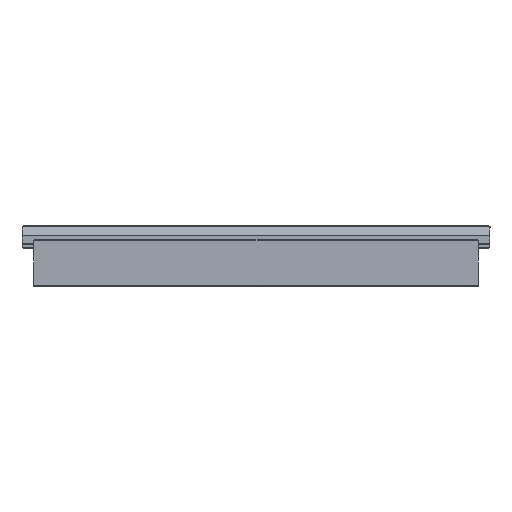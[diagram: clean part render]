
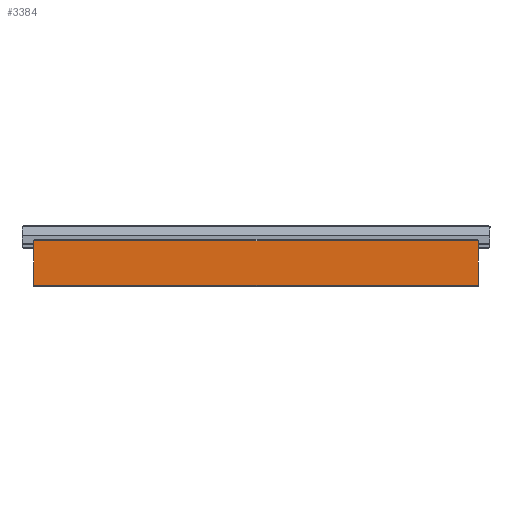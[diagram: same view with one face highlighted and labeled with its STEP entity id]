
A CAD part, left-side view. The second image highlights one B-rep face of the part: STEP entity #3384.
In plain terms, the highlighted planar face has unit normal (-1, 0, 0).
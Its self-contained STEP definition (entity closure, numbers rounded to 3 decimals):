
#400=FACE_OUTER_BOUND('',#594,.T.);
#594=EDGE_LOOP('',(#2805,#2806,#2807,#2808));
#747=LINE('',#4867,#1077);
#783=LINE('',#4967,#1113);
#875=LINE('',#5296,#1205);
#920=LINE('',#5503,#1250);
#1077=VECTOR('',#3886,10.);
#1113=VECTOR('',#3926,10.);
#1205=VECTOR('',#4192,10.);
#1250=VECTOR('',#4423,10.);
#1392=VERTEX_POINT('',#4864);
#1393=VERTEX_POINT('',#4866);
#1430=VERTEX_POINT('',#4964);
#1431=VERTEX_POINT('',#4966);
#1723=EDGE_CURVE('',#1393,#1392,#747,.T.);
#1767=EDGE_CURVE('',#1430,#1431,#783,.T.);
#1915=EDGE_CURVE('',#1431,#1392,#875,.T.);
#2016=EDGE_CURVE('',#1393,#1430,#920,.T.);
#2805=ORIENTED_EDGE('',*,*,#1915,.F.);
#2806=ORIENTED_EDGE('',*,*,#1767,.F.);
#2807=ORIENTED_EDGE('',*,*,#2016,.F.);
#2808=ORIENTED_EDGE('',*,*,#1723,.T.);
#3222=PLANE('',#3667);
#3384=ADVANCED_FACE('',(#400),#3222,.T.);
#3667=AXIS2_PLACEMENT_3D('',#5504,#4424,#4425);
#3886=DIRECTION('',(0.,0.,1.));
#3926=DIRECTION('',(0.,0.,1.));
#4192=DIRECTION('',(0.,-1.,0.));
#4423=DIRECTION('',(0.,1.,0.));
#4424=DIRECTION('center_axis',(-1.,0.,0.));
#4425=DIRECTION('ref_axis',(0.,0.,
1.));
#4864=CARTESIAN_POINT('',(-190.,-66.86,-66.35));
#4866=CARTESIAN_POINT('',(-190.,-66.86,-75.85));
#4867=CARTESIAN_POINT('',(-190.,-66.86,-76.1));
#4964=CARTESIAN_POINT('',(-190.,28.14,-75.85));
#4966=CARTESIAN_POINT('',(-190.,28.14,-66.35));
#4967=CARTESIAN_POINT('',(-190.,28.14,-76.1));
#5296=CARTESIAN_POINT('',(-190.,-66.86,-66.35));
#5503=CARTESIAN_POINT('',(-190.,-66.86,-75.85));
#5504=CARTESIAN_POINT('Origin',(-190.,-66.86,-76.1));
